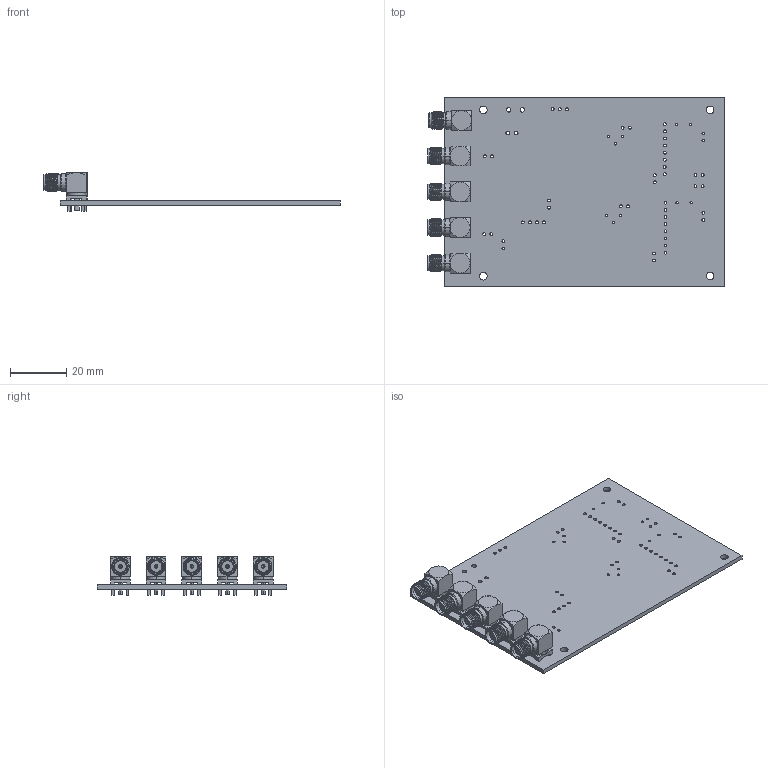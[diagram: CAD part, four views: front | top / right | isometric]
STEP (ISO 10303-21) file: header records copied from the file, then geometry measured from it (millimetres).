
FILE_DESCRIPTION(('KiCad electronic assembly'),'2;1');
FILE_NAME('Dual-CSA+Amplifier.step','2023-03-28T16:48:27',('Pcbnew'),( 'Kicad'),'Open CASCADE STEP processor 7.6','KiCad to STEP converter' ,'Unknown');
FILE_SCHEMA(('AUTOMOTIVE_DESIGN { 1 0 10303 214 1 1 1 1 }'));
Length unit declared in the file: millimetre
Products named in the file (4): Dual-CSA+Amplifier 1; 901-143-6RFX; SOLID; PCB
Assembly tree (7 placements, depth 3):
  Dual-CSA+Amplifier 1
    901-143-6RFX  x5
      SOLID
    PCB
Bounding box: 105.58 x 67.31 x 13.8 mm (x, y, z)
Volume: 13610.9 mm3; surface area: 17791 mm2
Topology: 6 solids, 6 shells, 636 faces, 1632 edges, 1043 vertices
Faces by surface type: plane 256, cylinder 230, cone 120, bspline 30
Full cylindrical faces by diameter (mm): 0.8 x10, 1 x47, 1.3 x2, 1.5 x5, 1.55 x2, 1.7 x20, 2.7 x4
Entity records: 22051 total; most frequent: CARTESIAN_POINT 11088, DIRECTION 1963, ORIENTED_EDGE 1100, PCURVE 1100, DEFINITIONAL_REPRESENTATION 1100, LINE 1030, VECTOR 1030, EDGE_CURVE 550
